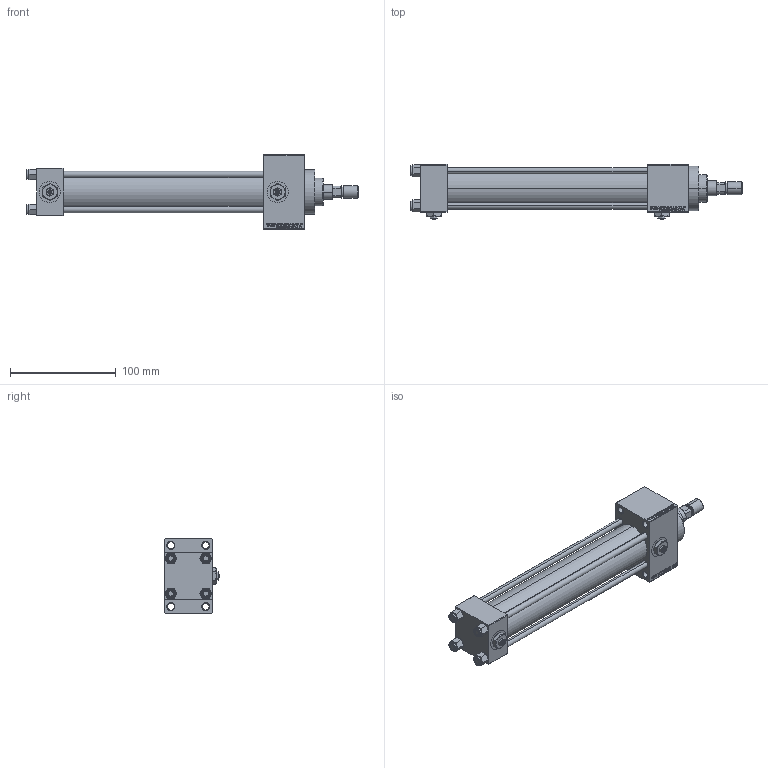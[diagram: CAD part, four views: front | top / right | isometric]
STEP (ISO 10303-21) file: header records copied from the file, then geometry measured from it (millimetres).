
FILE_DESCRIPTION (( 'STEP AP203' ), '1' );
FILE_NAME ('792c.STEP', '2022-04-15T10:43:40', ( '' ), ( '' ), 'SwSTEP 2.0', 'SolidWorks 2019', '' );
FILE_SCHEMA (( 'CONFIG_CONTROL_DESIGN' ));
Length unit declared in the file: millimetre
Products named in the file (8): V215CR_VCP_D 2cc9d741485210c290bab8ba1aa05947; 792c; V215_VC_A 2cc9d741485210c290bab8ba1aa05947; V215CR_D_Body 2cc9d741485210c290bab8ba1aa05947; ROD_END_AH 2cc9d741485210c290bab8ba1aa05947; Zatka_pro_OIL_PORT 2cc9d741485210c290bab8ba1aa05947; NUT_M5_D 2cc9d741485210c290bab8ba1aa05947; V215CR_D_TYCINKA 2cc9d741485210c290bab8ba1aa05947
Assembly tree (14 placements, depth 2):
  792c
    V215CR_D_Body 2cc9d741485210c290bab8ba1aa05947
    V215CR_VCP_D 2cc9d741485210c290bab8ba1aa05947
    NUT_M5_D 2cc9d741485210c290bab8ba1aa05947  x4
    V215CR_D_TYCINKA 2cc9d741485210c290bab8ba1aa05947  x4
    V215_VC_A 2cc9d741485210c290bab8ba1aa05947
    ROD_END_AH 2cc9d741485210c290bab8ba1aa05947
    Zatka_pro_OIL_PORT 2cc9d741485210c290bab8ba1aa05947  x2
Bounding box: 314 x 52 x 70 mm (x, y, z)
Volume: 315821.1 mm3; surface area: 124957.3 mm2
Topology: 14 solids, 14 shells, 1224 faces, 3010 edges, 1935 vertices
Faces by surface type: plane 548, bspline 368, cone 190, cylinder 108, torus 10
Entity records: 49762 total; most frequent: CARTESIAN_POINT 25733, ORIENTED_EDGE 5320, DIRECTION 3542, EDGE_CURVE 2660, VERTEX_POINT 1733, LINE 1562, VECTOR 1562, EDGE_LOOP 1205
